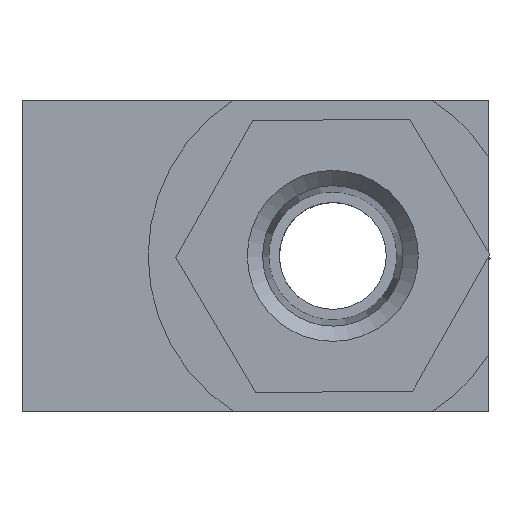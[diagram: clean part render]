
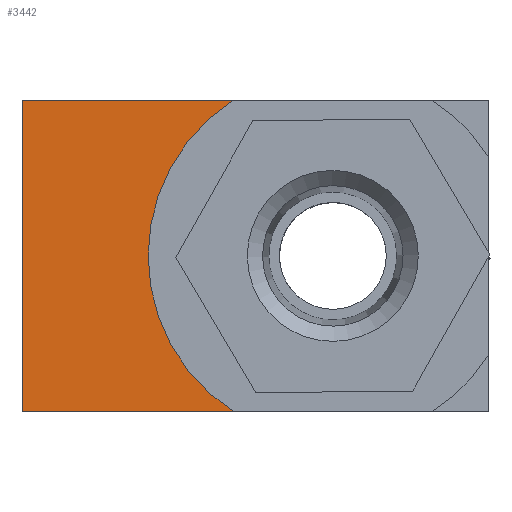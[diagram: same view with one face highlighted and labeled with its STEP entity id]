
A CAD part, left-side view. The second image highlights one B-rep face of the part: STEP entity #3442.
In plain terms, the highlighted planar face has unit normal (-1, 0, 0).
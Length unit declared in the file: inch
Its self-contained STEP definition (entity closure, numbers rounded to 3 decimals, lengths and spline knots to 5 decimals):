
#2783=CARTESIAN_POINT('',(-0.5,0.75,0.5));
#2784=VERTEX_POINT('',#2783);
#2791=CARTESIAN_POINT('',(-0.5,0.07139,0.5));
#2792=VERTEX_POINT('',#2791);
#2793=CARTESIAN_POINT('',(-0.5,0.07139,0.5));
#2794=DIRECTION('',(0.0,1.0,0.0));
#2795=VECTOR('',#2794,0.67861);
#2796=LINE('',#2793,#2795);
#2797=EDGE_CURVE('',#2792,#2784,#2796,.T.);
#3287=CARTESIAN_POINT('',(-0.5,0.0703,-0.5));
#3288=VERTEX_POINT('',#3287);
#3289=CARTESIAN_POINT('',(-0.5,-0.24983,0.00035));
#3290=DIRECTION('',(1.0,0.0,0.0));
#3291=DIRECTION('',(0.0,0.0,-1.0));
#3292=AXIS2_PLACEMENT_3D('',#3289,#3290,#3291);
#3293=CIRCLE('',#3292,0.594);
#3294=EDGE_CURVE('',#3288,#2792,#3293,.T.);
#3419=CARTESIAN_POINT('',(-0.5,-0.75,0.0));
#3420=DIRECTION('',(-1.0,0.0,0.0));
#3421=DIRECTION('',(0.0,0.0,1.0));
#3422=AXIS2_PLACEMENT_3D('',#3419,#3420,#3421);
#3423=PLANE('',#3422);
#3424=ORIENTED_EDGE('',*,*,#3294,.T.);
#3425=ORIENTED_EDGE('',*,*,#2797,.T.);
#3426=CARTESIAN_POINT('',(-0.5,0.75,-0.5));
#3427=VERTEX_POINT('',#3426);
#3428=CARTESIAN_POINT('',(-0.5,0.75,-0.5));
#3429=DIRECTION('',(0.0,0.0,1.0));
#3430=VECTOR('',#3429,1.0);
#3431=LINE('',#3428,#3430);
#3432=EDGE_CURVE('',#3427,#2784,#3431,.T.);
#3433=ORIENTED_EDGE('',*,*,#3432,.F.);
#3434=CARTESIAN_POINT('',(-0.5,0.75,-0.5));
#3435=DIRECTION('',(0.0,-1.0,0.0));
#3436=VECTOR('',#3435,0.6797);
#3437=LINE('',#3434,#3436);
#3438=EDGE_CURVE('',#3427,#3288,#3437,.T.);
#3439=ORIENTED_EDGE('',*,*,#3438,.T.);
#3440=EDGE_LOOP('',(#3424,#3425,#3433,#3439));
#3441=FACE_OUTER_BOUND('',#3440,.T.);
#3442=ADVANCED_FACE('',(#3441),#3423,.T.);
